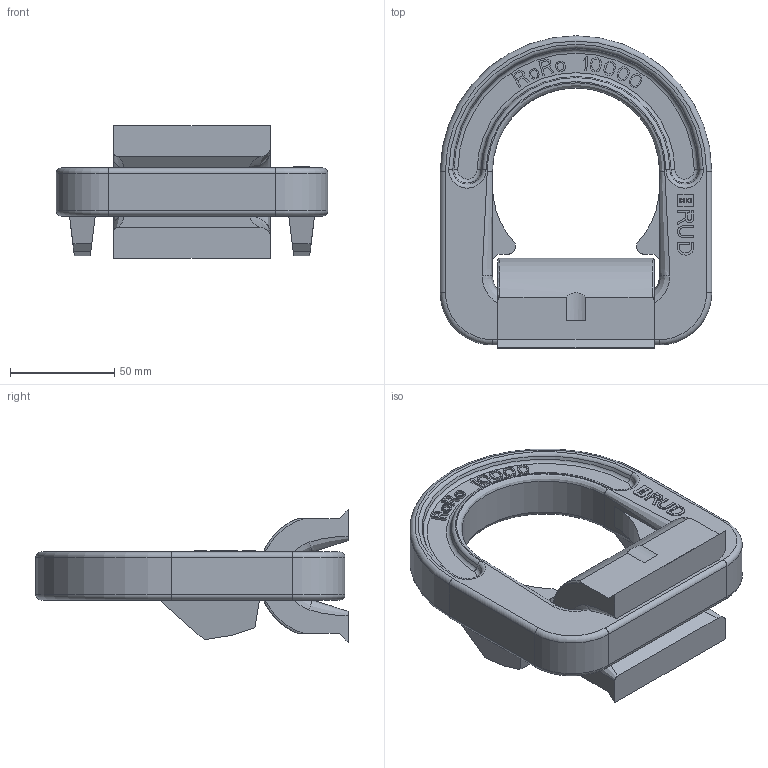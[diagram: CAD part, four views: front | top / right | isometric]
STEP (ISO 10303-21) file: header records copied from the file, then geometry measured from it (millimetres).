
FILE_DESCRIPTION((''),'2;1');
FILE_NAME('001-M33403-DXF_ASM','2016-02-09T',('Andreas.Wendler'),(''),'PRO/ENGINEER BY PARAMETRIC TECHNOLOGY CORPORATION, 2010140','PRO/ENGINEER BY PARAMETRIC TECHNOLOGY CORPORATION, 2010140','');
FILE_SCHEMA(('CONFIG_CONTROL_DESIGN'));
Length unit declared in the file: millimetre
Products named in the file (3): 001-M33403-P2; 001-M33403-P1; 001-M33403-DXF_ASM
Assembly tree (2 placements, depth 2):
  001-M33403-DXF_ASM
    001-M33403-P2
    001-M33403-P1
Bounding box: 130 x 149.5 x 63.49 mm (x, y, z)
Volume: 333943.9 mm3; surface area: 60164.3 mm2
Topology: 2 solids, 2 shells, 562 faces, 1540 edges, 1012 vertices
Faces by surface type: plane 455, cylinder 59, torus 24, bspline 16, cone 8
Entity records: 20646 total; most frequent: CARTESIAN_POINT 6260, ORIENTED_EDGE 3080, DIRECTION 2786, EDGE_CURVE 1540, VECTOR 1318, LINE 1318, VERTEX_POINT 1012, AXIS2_PLACEMENT_3D 734
